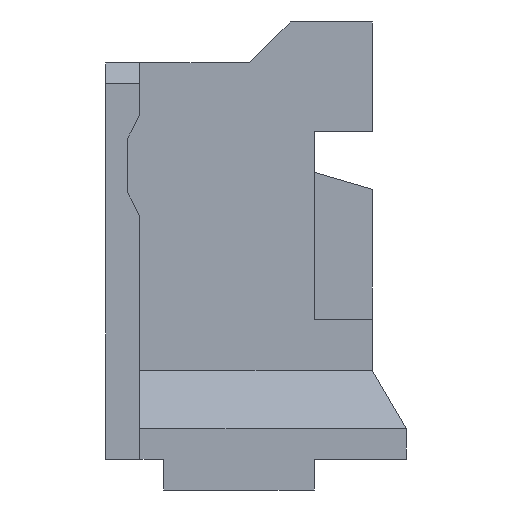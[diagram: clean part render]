
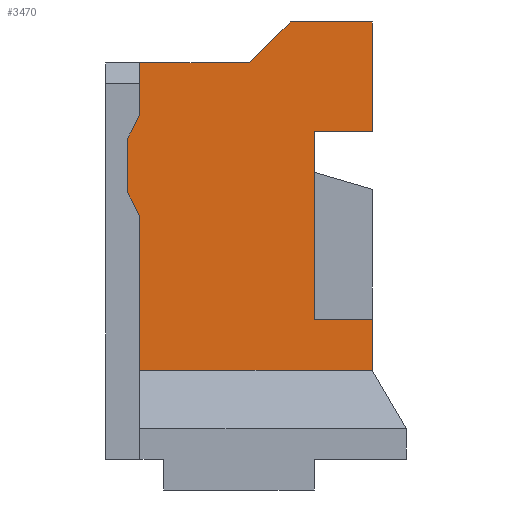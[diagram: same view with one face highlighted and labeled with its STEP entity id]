
A CAD part, left-side view. The second image highlights one B-rep face of the part: STEP entity #3470.
In plain terms, the highlighted planar face has unit normal (-1, 0, 0).
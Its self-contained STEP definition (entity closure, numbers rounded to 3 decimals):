
#28 = EDGE_CURVE ( 'NONE', #1168, #1748, #565, .T. ) ;
#108 = LINE ( 'NONE', #3707, #2848 ) ;
#148 = DIRECTION ( 'NONE',  ( 0., 1., 0. ) ) ;
#166 = EDGE_CURVE ( 'NONE', #1748, #3321, #970, .T. ) ;
#174 = DIRECTION ( 'NONE',  ( 0., -1., 0. ) ) ;
#247 = LINE ( 'NONE', #3496, #2939 ) ;
#265 = ORIENTED_EDGE ( 'NONE', *, *, #964, .F. ) ;
#438 = CARTESIAN_POINT ( 'NONE',  ( -1.25, 1.1, 0. ) ) ;
#466 = CARTESIAN_POINT ( 'NONE',  ( -1.25, 1.275, -1.1 ) ) ;
#481 = ORIENTED_EDGE ( 'NONE', *, *, #1154, .F. ) ;
#536 = CARTESIAN_POINT ( 'NONE',  ( -1.25, 1.275, -1.9 ) ) ;
#565 = LINE ( 'NONE', #989, #3436 ) ;
#605 = ORIENTED_EDGE ( 'NONE', *, *, #1833, .F. ) ;
#613 = LINE ( 'NONE', #1013, #2995 ) ;
#641 = CARTESIAN_POINT ( 'NONE',  ( -1.25, 0., 0. ) ) ;
#707 = LINE ( 'NONE', #2098, #2903 ) ;
#715 = ORIENTED_EDGE ( 'NONE', *, *, #3179, .F. ) ;
#729 = EDGE_CURVE ( 'NONE', #1670, #1399, #758, .T. ) ;
#758 = LINE ( 'NONE', #1552, #1069 ) ;
#784 = CARTESIAN_POINT ( 'NONE',  ( -1.25, -1.1, 0.6 ) ) ;
#878 = VERTEX_POINT ( 'NONE', #466 ) ;
#885 = VECTOR ( 'NONE', #1438, 1000. ) ;
#951 = PLANE ( 'NONE',  #1053 ) ;
#962 = CARTESIAN_POINT ( 'NONE',  ( -1.25, -1.45, -3.75 ) ) ;
#964 = EDGE_CURVE ( 'NONE', #1112, #2377, #987, .T. ) ;
#970 = LINE ( 'NONE', #438, #2396 ) ;
#987 = LINE ( 'NONE', #784, #2993 ) ;
#989 = CARTESIAN_POINT ( 'NONE',  ( -1.25, 1.1, -5.8 ) ) ;
#1005 = CARTESIAN_POINT ( 'NONE',  ( -1.25, 1.1, -0.75 ) ) ;
#1013 = CARTESIAN_POINT ( 'NONE',  ( -1.25, -2.3, -1. ) ) ;
#1022 = LINE ( 'NONE', #1148, #2856 ) ;
#1042 = ORIENTED_EDGE ( 'NONE', *, *, #2089, .F. ) ;
#1053 = AXIS2_PLACEMENT_3D ( 'NONE', #641, #2965, #2684 ) ;
#1069 = VECTOR ( 'NONE', #2726, 1000. ) ;
#1092 = VERTEX_POINT ( 'NONE', #3355 ) ;
#1099 = CARTESIAN_POINT ( 'NONE',  ( -1.25, 1.1, -0.75 ) ) ;
#1102 = VERTEX_POINT ( 'NONE', #1500 ) ;
#1112 = VERTEX_POINT ( 'NONE', #3504 ) ;
#1148 = CARTESIAN_POINT ( 'NONE',  ( -1.25, 1.1, -2.25 ) ) ;
#1154 = EDGE_CURVE ( 'NONE', #1102, #1435, #2506, .T. ) ;
#1168 = VERTEX_POINT ( 'NONE', #1099 ) ;
#1178 = VERTEX_POINT ( 'NONE', #2524 ) ;
#1267 = CARTESIAN_POINT ( 'NONE',  ( -1.25, 1.1, -2.25 ) ) ;
#1299 = EDGE_CURVE ( 'NONE', #1178, #2908, #3447, .T. ) ;
#1332 = DIRECTION ( 'NONE',  ( 0., -0.447, 0.894 ) ) ;
#1399 = VERTEX_POINT ( 'NONE', #3586 ) ;
#1401 = DIRECTION ( 'NONE',  ( 0., -0.707, 0.707 ) ) ;
#1435 = VERTEX_POINT ( 'NONE', #962 ) ;
#1437 = ORIENTED_EDGE ( 'NONE', *, *, #729, .F. ) ;
#1438 = DIRECTION ( 'NONE',  ( 0., 0., 1. ) ) ;
#1440 = FACE_OUTER_BOUND ( 'NONE', #2382, .T. ) ;
#1445 = DIRECTION ( 'NONE',  ( 0., 0.447, 0.894 ) ) ;
#1500 = CARTESIAN_POINT ( 'NONE',  ( -1.25, -1.45, -1. ) ) ;
#1552 = CARTESIAN_POINT ( 'NONE',  ( -1.25, -2.3, -1.85 ) ) ;
#1564 = LINE ( 'NONE', #2211, #3301 ) ;
#1602 = EDGE_CURVE ( 'NONE', #1092, #1102, #613, .T. ) ;
#1670 = VERTEX_POINT ( 'NONE', #3406 ) ;
#1685 = CARTESIAN_POINT ( 'NONE',  ( -1.25, -1.45, -1. ) ) ;
#1687 = ORIENTED_EDGE ( 'NONE', *, *, #1698, .F. ) ;
#1698 = EDGE_CURVE ( 'NONE', #2908, #3168, #1022, .T. ) ;
#1746 = VECTOR ( 'NONE', #3664, 1000. ) ;
#1748 = VERTEX_POINT ( 'NONE', #2656 ) ;
#1801 = DIRECTION ( 'NONE',  ( 0., 1., 0. ) ) ;
#1833 = EDGE_CURVE ( 'NONE', #1399, #1178, #707, .T. ) ;
#1891 = VECTOR ( 'NONE', #2918, 1000. ) ;
#1959 = VECTOR ( 'NONE', #1332, 1000. ) ;
#1966 = ORIENTED_EDGE ( 'NONE', *, *, #3270, .F. ) ;
#2089 = EDGE_CURVE ( 'NONE', #878, #1168, #2405, .T. ) ;
#2098 = CARTESIAN_POINT ( 'NONE',  ( -1.25, -3., -4.5 ) ) ;
#2104 = LINE ( 'NONE', #2888, #1891 ) ;
#2165 = EDGE_CURVE ( 'NONE', #1435, #1670, #1564, .T. ) ;
#2166 = ORIENTED_EDGE ( 'NONE', *, *, #2165, .F. ) ;
#2211 = CARTESIAN_POINT ( 'NONE',  ( -1.25, 3.057, -3.75 ) ) ;
#2338 = ORIENTED_EDGE ( 'NONE', *, *, #2798, .F. ) ;
#2377 = VERTEX_POINT ( 'NONE', #2565 ) ;
#2382 = EDGE_LOOP ( 'NONE', ( #3296, #1042, #1966, #1687, #2740, #605, #1437, #2166, #481, #2463, #2338, #265, #715, #3531 ) ) ;
#2396 = VECTOR ( 'NONE', #174, 1000. ) ;
#2405 = LINE ( 'NONE', #1005, #1959 ) ;
#2463 = ORIENTED_EDGE ( 'NONE', *, *, #1602, .F. ) ;
#2506 = LINE ( 'NONE', #1685, #1746 ) ;
#2524 = CARTESIAN_POINT ( 'NONE',  ( -1.25, 1.1, -4.5 ) ) ;
#2565 = CARTESIAN_POINT ( 'NONE',  ( -1.25, -2.3, 0.6 ) ) ;
#2611 = CARTESIAN_POINT ( 'NONE',  ( -1.25, -0.5, 0. ) ) ;
#2656 = CARTESIAN_POINT ( 'NONE',  ( -1.25, 1.1, 0. ) ) ;
#2684 = DIRECTION ( 'NONE',  ( 0., 0., -1. ) ) ;
#2726 = DIRECTION ( 'NONE',  ( 0., 0., -1. ) ) ;
#2740 = ORIENTED_EDGE ( 'NONE', *, *, #1299, .F. ) ;
#2797 = DIRECTION ( 'NONE',  ( 0., -1., 0. ) ) ;
#2798 = EDGE_CURVE ( 'NONE', #2377, #1092, #247, .T. ) ;
#2848 = VECTOR ( 'NONE', #1401, 1000. ) ;
#2856 = VECTOR ( 'NONE', #1445, 1000. ) ;
#2888 = CARTESIAN_POINT ( 'NONE',  ( -1.25, 1.275, -2.25 ) ) ;
#2903 = VECTOR ( 'NONE', #1801, 1000. ) ;
#2908 = VERTEX_POINT ( 'NONE', #1267 ) ;
#2918 = DIRECTION ( 'NONE',  ( 0., 0., 1. ) ) ;
#2939 = VECTOR ( 'NONE', #3241, 1000. ) ;
#2965 = DIRECTION ( 'NONE',  ( 1., 0., 0. ) ) ;
#2993 = VECTOR ( 'NONE', #2797, 1000. ) ;
#2995 = VECTOR ( 'NONE', #148, 1000. ) ;
#3168 = VERTEX_POINT ( 'NONE', #536 ) ;
#3179 = EDGE_CURVE ( 'NONE', #3321, #1112, #108, .T. ) ;
#3241 = DIRECTION ( 'NONE',  ( 0., 0., -1. ) ) ;
#3270 = EDGE_CURVE ( 'NONE', #3168, #878, #2104, .T. ) ;
#3296 = ORIENTED_EDGE ( 'NONE', *, *, #28, .F. ) ;
#3301 = VECTOR ( 'NONE', #3368, 1000. ) ;
#3321 = VERTEX_POINT ( 'NONE', #2611 ) ;
#3355 = CARTESIAN_POINT ( 'NONE',  ( -1.25, -2.3, -1. ) ) ;
#3368 = DIRECTION ( 'NONE',  ( 0., -1., 0. ) ) ;
#3406 = CARTESIAN_POINT ( 'NONE',  ( -1.25, -2.3, -3.75 ) ) ;
#3436 = VECTOR ( 'NONE', #3527, 1000. ) ;
#3447 = LINE ( 'NONE', #3716, #885 ) ;
#3470 = ADVANCED_FACE ( 'NONE', ( #1440 ), #951, .F. ) ;
#3496 = CARTESIAN_POINT ( 'NONE',  ( -1.25, -2.3, 0.6 ) ) ;
#3504 = CARTESIAN_POINT ( 'NONE',  ( -1.25, -1.1, 0.6 ) ) ;
#3527 = DIRECTION ( 'NONE',  ( 0., 0., 1. ) ) ;
#3531 = ORIENTED_EDGE ( 'NONE', *, *, #166, .F. ) ;
#3586 = CARTESIAN_POINT ( 'NONE',  ( -1.25, -2.3, -4.5 ) ) ;
#3664 = DIRECTION ( 'NONE',  ( 0., 0., -1. ) ) ;
#3707 = CARTESIAN_POINT ( 'NONE',  ( -1.25, -0.5, 0. ) ) ;
#3716 = CARTESIAN_POINT ( 'NONE',  ( -1.25, 1.1, -5.8 ) ) ;
